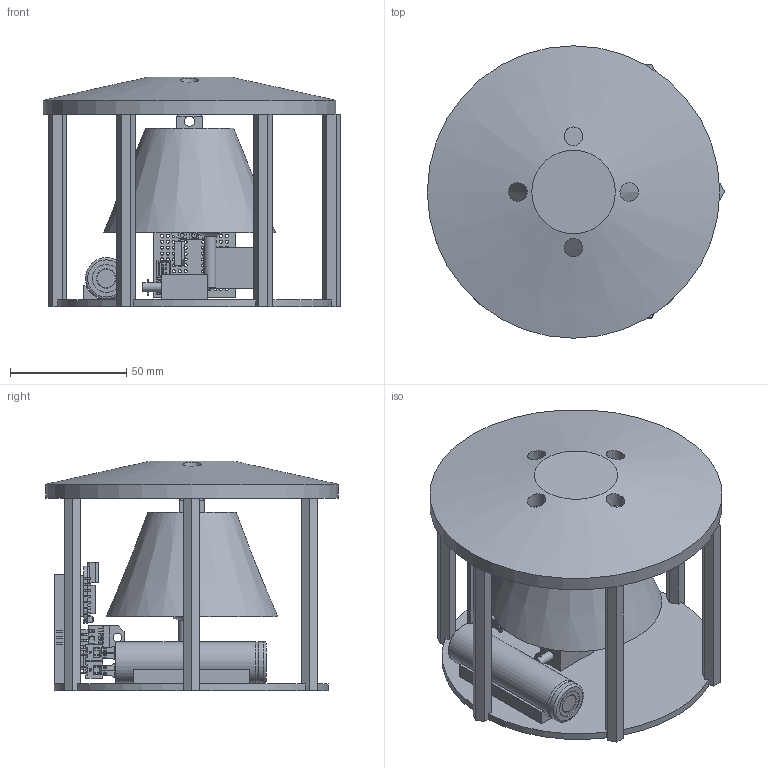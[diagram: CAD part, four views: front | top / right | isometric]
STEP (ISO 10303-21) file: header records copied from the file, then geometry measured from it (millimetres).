
FILE_DESCRIPTION(/* description */ ('STEP AP242','CAx-IF Rec.Pracs.---Representation and Presentation of Product Manufacturing Information (PMI)---4.0---2014-10-13','CAx-IF Rec.Pracs.---3D Tessellated Geometry---0.4---2014-09-14','2;1'),/* implementation_level */ '2;1');
FILE_NAME(/* name */ '68faac2a1b0274f230a1c264',/* time_stamp */ '2025-10-23T22:28:59Z',/* author */ (''),/* organization */ (''),/* preprocessor_version */ 'ST-DEVELOPER v20',/* originating_system */ 'ONSHAPE BY PTC INC, 1.205',/* authorisation */ ' ');
FILE_SCHEMA (('AP242_MANAGED_MODEL_BASED_3D_ENGINEERING_MIM_LF { 1 0 10303 442 1 1 4 }'));
Length unit declared in the file: metre
Products named in the file (17): Assembly 1; Part 1; base; lid; ROB-11015; 18650; Assembly 2 <1>; SEEED Esp32 C3 mini v2; CONNECTOR,JST PH SERIES,FEMALE_02 (PHR-2); JST - XH - Thru - 2Pin - 2.5mm (Genuine) v1; TIP32C Transistor
Assembly tree (19 placements, depth 3):
  Assembly 1
    Part 1
    base
    lid
    ROB-11015
    ROB-11015
    18650
    Assembly 2 <1>
      SEEED Esp32 C3 mini v2
      CONNECTOR,JST PH SERIES,FEMALE_02 (PHR-2)  x2
      Part 1
      JST - XH - Thru - 2Pin - 2.5mm (Genuine) v1  x2
      TIP32C Transistor
      Part 1
      Part 1  x2
    Part 1
    Part 1
Bounding box: 128.11 x 126 x 99 mm (x, y, z)
Volume: 175709.9 mm3; surface area: 105612.2 mm2
Topology: 18 solids, 58 shells, 1484 faces, 4083 edges, 2802 vertices
Faces by surface type: plane 1068, cylinder 332, bspline 76, cone 4, torus 3, sphere 1
Full cylindrical faces by diameter (mm): 0.332 x1, 0.978 x4, 0.996 x28, 1.321 x170, 1.758 x2, 2.11 x1, 2.2 x4, 2.579 x1, 3 x1, 3.8 x1, 4 x1, 4.5 x1, 5 x1, 8 x5, 8.4 x1, 10 x1, 12 x1, 14 x1, 18 x2, 21.213 x1, 110 x1, 126 x1
Entity records: 37756 total; most frequent: CARTESIAN_POINT 7010, ORIENTED_EDGE 5462, DIRECTION 5395, EDGE_CURVE 2731, VERTEX_POINT 2010, LINE 1859, VECTOR 1859, EDGE_LOOP 1843
